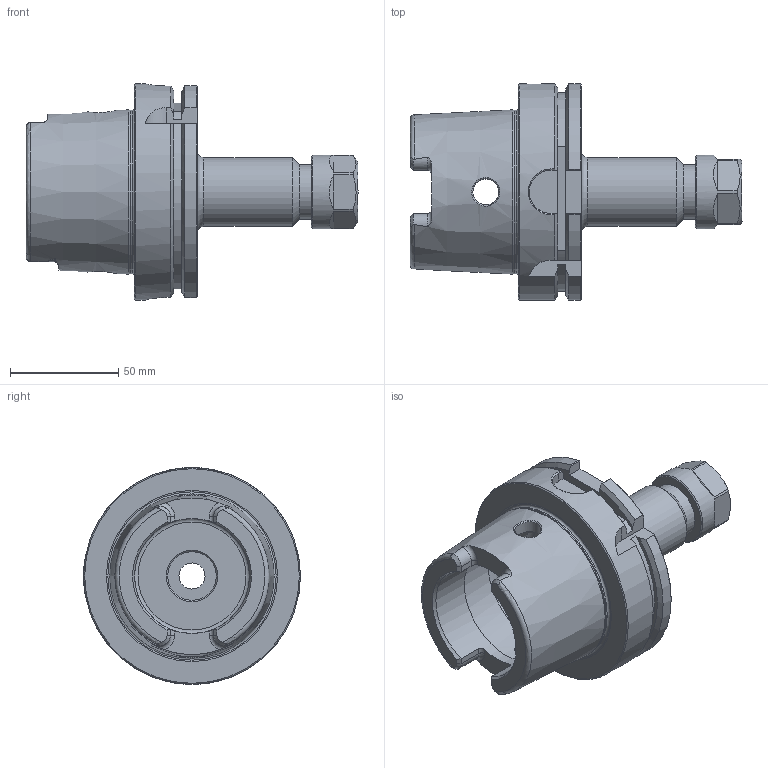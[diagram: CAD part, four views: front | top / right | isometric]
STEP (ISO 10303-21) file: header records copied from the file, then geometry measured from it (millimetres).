
FILE_DESCRIPTION((''),'2;1');
FILE_NAME('H100-20ERP406.stp','2014-08-08T10:06:03',('kaykin'),(''),'Autodesk Inventor 2012','Autodesk Inventor 2012','');
FILE_SCHEMA(('AUTOMOTIVE_DESIGN { 1 0 10303 214 1 1 1 1 }'));
Length unit declared in the file: inch
Products named in the file (3): H100-20ERP406; H100-20ER4-1; 20ERHPN
Assembly tree (2 placements, depth 2):
  H100-20ERP406
    H100-20ER4-1
    20ERHPN
Bounding box: 153.12 x 100 x 100 mm (x, y, z)
Volume: 297059.2 mm3; surface area: 62953.5 mm2
Topology: 2 solids, 2 shells, 165 faces, 407 edges, 254 vertices
Faces by surface type: plane 62, cylinder 42, cone 33, torus 16, bspline 12
Full cylindrical faces by diameter (mm): 10 x1, 11.989 x1, 12 x3, 12.751 x1, 14.478 x1, 14.91 x1, 16.84 x1, 20.066 x1, 22.377 x1, 23.52 x1, 25 x1, 25.016 x1, 25.527 x1, 31.75 x1, 34.036 x1, 53 x2, 63 x1, 75.364 x1, 100 x1
Entity records: 5654 total; most frequent: CARTESIAN_POINT 1954, DIRECTION 699, ORIENTED_EDGE 686, EDGE_CURVE 343, AXIS2_PLACEMENT_3D 296, VERTEX_POINT 241, EDGE_LOOP 232, FACE_OUTER_BOUND 165
